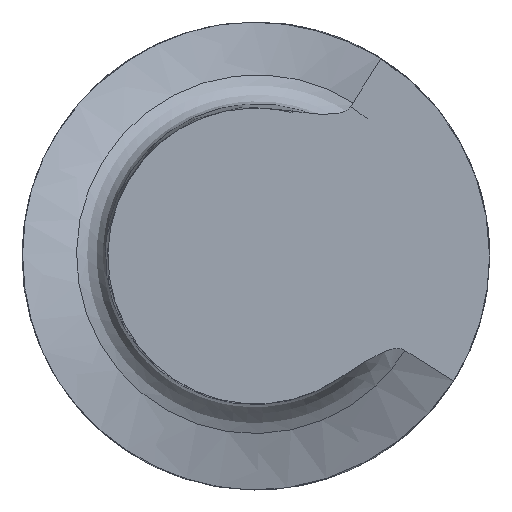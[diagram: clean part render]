
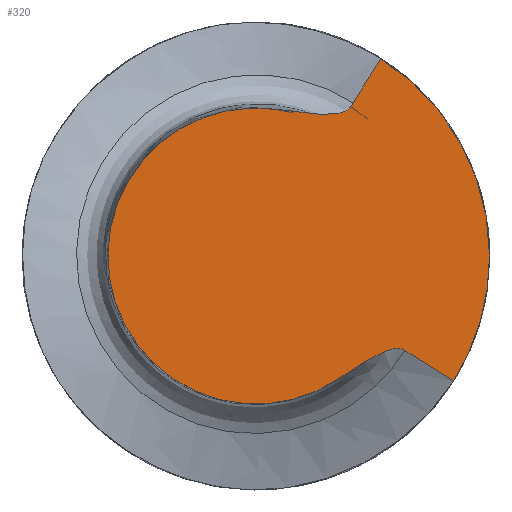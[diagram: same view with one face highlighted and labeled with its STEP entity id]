
A CAD part, front view. The second image highlights one B-rep face of the part: STEP entity #320.
In plain terms, the highlighted planar face has unit normal (0, -1, 0).
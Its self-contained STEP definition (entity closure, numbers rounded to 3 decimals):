
#19=PLANE('',#357);
#38=FACE_OUTER_BOUND('',#57,.T.);
#57=EDGE_LOOP('',(#246,#247,#248,#249,#250,#251,#252));
#66=CIRCLE('',#344,4.);
#67=CIRCLE('',#346,4.);
#70=CIRCLE('',#358,2.534);
#91=B_SPLINE_CURVE_WITH_KNOTS('',3,(#683,#684,#685,#686,#687,#688,#689,
#690,#691,#692,#693,#694),.UNSPECIFIED.,.F.,.F.,(4,2,2,2,2,4),(-0.096,
-0.068,-0.037,-0.018,-0.008,
0.),.UNSPECIFIED.);
#92=B_SPLINE_CURVE_WITH_KNOTS('',3,(#698,#699,#700,#701,#702,#703,#704,
#705,#706,#707,#708,#709),.UNSPECIFIED.,.F.,.F.,(4,2,2,2,2,4),(-0.199,
-0.186,-0.171,-0.137,-0.061,
0.),.UNSPECIFIED.);
#93=B_SPLINE_CURVE_WITH_KNOTS('',3,(#710,#711,#712,#713,#714,#715),
 .UNSPECIFIED.,.F.,.F.,(4,2,4),(-0.175,-0.088,
-0.077),.UNSPECIFIED.);
#94=B_SPLINE_CURVE_WITH_KNOTS('',3,(#716,#717,#718,#719,#720,#721),
 .UNSPECIFIED.,.F.,.F.,(4,2,4),(-0.096,-0.088,
0.),.UNSPECIFIED.);
#126=VERTEX_POINT('',#424);
#127=VERTEX_POINT('',#426);
#130=VERTEX_POINT('',#447);
#149=VERTEX_POINT('',#681);
#150=VERTEX_POINT('',#682);
#151=VERTEX_POINT('',#695);
#152=VERTEX_POINT('',#697);
#159=EDGE_CURVE('',#127,#126,#66,.T.);
#162=EDGE_CURVE('',#126,#130,#67,.T.);
#189=EDGE_CURVE('',#149,#150,#91,.T.);
#190=EDGE_CURVE('',#151,#149,#70,.T.);
#191=EDGE_CURVE('',#152,#151,#92,.T.);
#192=EDGE_CURVE('',#130,#152,#93,.T.);
#193=EDGE_CURVE('',#150,#127,#94,.T.);
#246=ORIENTED_EDGE('',*,*,#189,.F.);
#247=ORIENTED_EDGE('',*,*,#190,.F.);
#248=ORIENTED_EDGE('',*,*,#191,.F.);
#249=ORIENTED_EDGE('',*,*,#192,.F.);
#250=ORIENTED_EDGE('',*,*,#162,.F.);
#251=ORIENTED_EDGE('',*,*,#159,.F.);
#252=ORIENTED_EDGE('',*,*,#193,.F.);
#320=ADVANCED_FACE('',(#38),#19,.F.);
#344=AXIS2_PLACEMENT_3D('',#432,#370,#371);
#346=AXIS2_PLACEMENT_3D('',#448,#375,#376);
#357=AXIS2_PLACEMENT_3D('',#680,#405,#406);
#358=AXIS2_PLACEMENT_3D('',#696,#407,#408);
#370=DIRECTION('center_axis',(0.,1.,0.));
#371=DIRECTION('ref_axis',(-1.,0.,0.));
#375=DIRECTION('center_axis',(0.,1.,0.));
#376=DIRECTION('ref_axis',(-1.,0.,0.));
#405=DIRECTION('center_axis',(0.,1.,0.));
#406=DIRECTION('ref_axis',(-1.,0.,0.));
#407=DIRECTION('center_axis',(0.,1.,0.));
#408=DIRECTION('ref_axis',(-1.,0.,0.));
#424=CARTESIAN_POINT('',(4.,-54.835,0.));
#426=CARTESIAN_POINT('',(2.141,-54.835,3.379));
#432=CARTESIAN_POINT('Origin',(0.,-54.835,
0.));
#447=CARTESIAN_POINT('',(3.379,-54.835,-2.141));
#448=CARTESIAN_POINT('Origin',(0.,-54.835,
0.));
#680=CARTESIAN_POINT('Origin',(12.958,-54.835,0.));
#681=CARTESIAN_POINT('',(0.336,-54.835,2.512));
#682=CARTESIAN_POINT('',(1.625,-54.835,2.564));
#683=CARTESIAN_POINT('Ctrl Pts',(0.336,-54.835,2.512));
#684=CARTESIAN_POINT('Ctrl Pts',(0.478,-54.835,2.493));
#685=CARTESIAN_POINT('Ctrl Pts',(0.695,-54.835,2.464));
#686=CARTESIAN_POINT('Ctrl Pts',(1.015,-54.835,2.431));
#687=CARTESIAN_POINT('Ctrl Pts',(1.161,-54.835,2.421));
#688=CARTESIAN_POINT('Ctrl Pts',(1.353,-54.835,2.431));
#689=CARTESIAN_POINT('Ctrl Pts',(1.42,-54.835,2.441));
#690=CARTESIAN_POINT('Ctrl Pts',(1.512,-54.835,2.472));
#691=CARTESIAN_POINT('Ctrl Pts',(1.544,-54.835,2.487));
#692=CARTESIAN_POINT('Ctrl Pts',(1.593,-54.835,2.523));
#693=CARTESIAN_POINT('Ctrl Pts',(1.611,-54.835,2.542));
#694=CARTESIAN_POINT('Ctrl Pts',(1.625,-54.835,2.564));
#695=CARTESIAN_POINT('',(1.401,-54.835,-2.111));
#696=CARTESIAN_POINT('Origin',(0.,-54.835,
0.));
#697=CARTESIAN_POINT('',(2.552,-54.835,-1.617));
#698=CARTESIAN_POINT('Ctrl Pts',(2.552,-54.835,-1.617));
#699=CARTESIAN_POINT('Ctrl Pts',(2.533,-54.835,-1.605));
#700=CARTESIAN_POINT('Ctrl Pts',(2.514,-54.835,-1.597));
#701=CARTESIAN_POINT('Ctrl Pts',(2.47,-54.835,-1.586));
#702=CARTESIAN_POINT('Ctrl Pts',(2.447,-54.835,-1.583));
#703=CARTESIAN_POINT('Ctrl Pts',(2.37,-54.835,-1.583));
#704=CARTESIAN_POINT('Ctrl Pts',(2.313,-54.835,-1.596));
#705=CARTESIAN_POINT('Ctrl Pts',(2.147,-54.835,-1.651));
#706=CARTESIAN_POINT('Ctrl Pts',(2.014,-54.835,-1.721));
#707=CARTESIAN_POINT('Ctrl Pts',(1.739,-54.835,-1.889));
#708=CARTESIAN_POINT('Ctrl Pts',(1.572,-54.835,-1.998));
#709=CARTESIAN_POINT('Ctrl Pts',(1.402,-54.835,-2.111));
#710=CARTESIAN_POINT('Ctrl Pts',(3.379,-54.835,-2.141));
#711=CARTESIAN_POINT('Ctrl Pts',(3.132,-54.835,-1.985));
#712=CARTESIAN_POINT('Ctrl Pts',(2.886,-54.835,-1.829));
#713=CARTESIAN_POINT('Ctrl Pts',(2.61,-54.835,-1.654));
#714=CARTESIAN_POINT('Ctrl Pts',(2.581,-54.835,-1.636));
#715=CARTESIAN_POINT('Ctrl Pts',(2.552,-54.835,-1.617));
#716=CARTESIAN_POINT('Ctrl Pts',(1.625,-54.835,2.564));
#717=CARTESIAN_POINT('Ctrl Pts',(1.641,-54.835,2.589));
#718=CARTESIAN_POINT('Ctrl Pts',(1.657,-54.835,2.614));
#719=CARTESIAN_POINT('Ctrl Pts',(1.829,-54.835,2.886));
#720=CARTESIAN_POINT('Ctrl Pts',(1.985,-54.835,3.132));
#721=CARTESIAN_POINT('Ctrl Pts',(2.141,-54.835,3.379));
